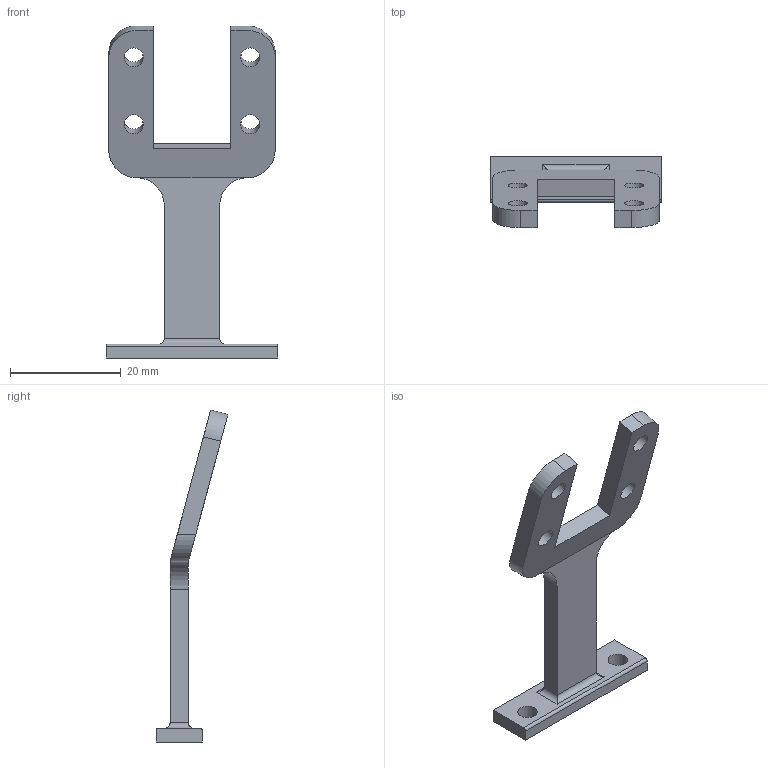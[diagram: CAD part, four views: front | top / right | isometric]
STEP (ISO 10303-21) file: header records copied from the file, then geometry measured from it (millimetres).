
FILE_DESCRIPTION( ( '' ), ' ' );
FILE_NAME( '584eebb9ab08831059860021.step', '2016-12-12T18:26:01', ( '' ), ( '' ), ' ', ' ', ' ' );
FILE_SCHEMA( ( 'AUTOMOTIVE_DESIGN { 1 0 10303 214 1 1 1 1 }' ) );
Length unit declared in the file: metre
Products named in the file (1): Part 1
Bounding box: 31 x 12.92 x 59.87 mm (x, y, z)
Volume: 3121.1 mm3; surface area: 3013.1 mm2
Topology: 1 solids, 1 shells, 36 faces, 95 edges, 62 vertices
Faces by surface type: plane 19, cylinder 17
Full cylindrical faces by diameter (mm): 3.5 x6
Entity records: 1379 total; most frequent: DIRECTION 189, CARTESIAN_POINT 180, ORIENTED_EDGE 170, EDGE_CURVE 85, AXIS2_PLACEMENT_3D 67, VERTEX_POINT 58, EDGE_LOOP 55, LINE 55
